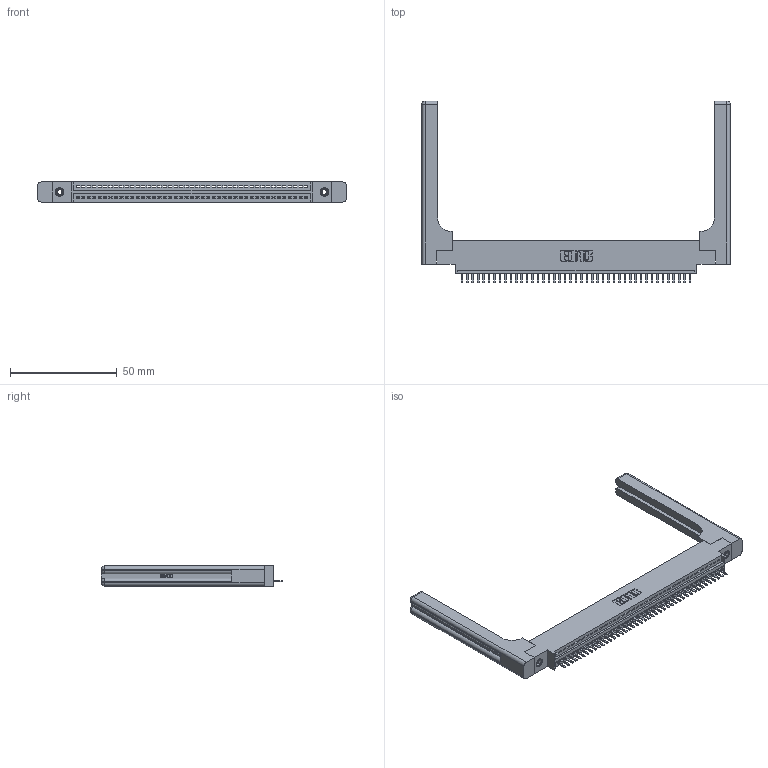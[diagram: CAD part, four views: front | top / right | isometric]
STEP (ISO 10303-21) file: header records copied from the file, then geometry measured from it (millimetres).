
FILE_DESCRIPTION (( 'STEP AP203' ), '1' );
FILE_NAME ('395-043-520-658.STEP', '2019-10-22T13:27:37', ( '' ), ( '' ), 'SwSTEP 2.0', 'SolidWorks 2016', '' );
FILE_SCHEMA (( 'CONFIG_CONTROL_DESIGN' ));
Length unit declared in the file: inch
Products named in the file (5): 345 Part_0.170 Offset - 0.156 Dia-TH; 395-043-520-658; 345-220-058_345-220-058; 345-250-001_345-250-001-102; 345-292-001_345-293-120
Assembly tree (48 placements, depth 2):
  395-043-520-658
    345 Part_0.170 Offset - 0.156 Dia-TH
    345-292-001_345-293-120  x43
    345-250-001_345-250-001-102  x2
    345-220-058_345-220-058  x2
Bounding box: 144.25 x 84.96 x 9.4 mm (x, y, z)
Volume: 21976.8 mm3; surface area: 22943.9 mm2
Topology: 48 solids, 48 shells, 3052 faces, 8931 edges, 5818 vertices
Faces by surface type: plane 2038, cylinder 954, bspline 36, cone 12, sphere 8, torus 4
Entity records: 37656 total; most frequent: CARTESIAN_POINT 7506, ORIENTED_EDGE 6268, DIRECTION 5488, EDGE_CURVE 3134, VECTOR 2734, LINE 2734, VERTEX_POINT 2078, AXIS2_PLACEMENT_3D 1377
